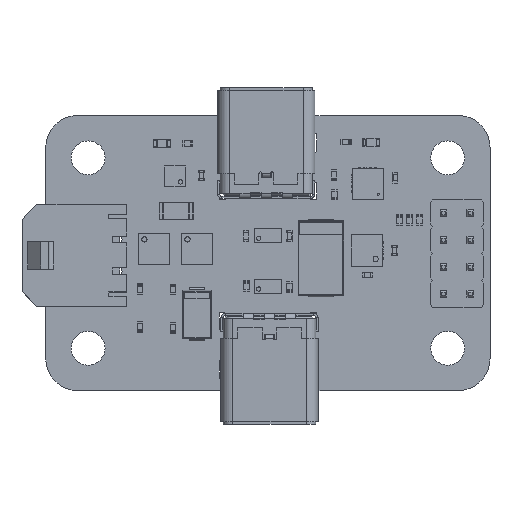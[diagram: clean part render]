
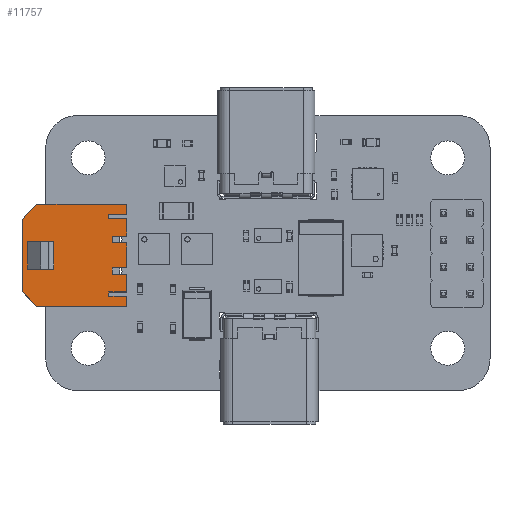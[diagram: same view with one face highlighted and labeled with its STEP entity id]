
A CAD part, top view. The second image highlights one B-rep face of the part: STEP entity #11757.
In plain terms, the highlighted face is planar.
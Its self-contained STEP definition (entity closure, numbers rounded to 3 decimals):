
#8339 = VERTEX_POINT('',#8340);
#8340 = CARTESIAN_POINT('',(4.825,1.93,3.55));
#8346 = EDGE_CURVE('',#8347,#8339,#8349,.T.);
#8347 = VERTEX_POINT('',#8348);
#8348 = CARTESIAN_POINT('',(4.825,1.93,-4.95));
#8349 = LINE('',#8350,#8351);
#8350 = CARTESIAN_POINT('',(4.825,1.93,-4.95));
#8351 = VECTOR('',#8352,1.);
#8352 = DIRECTION('',(0.,0.,1.));
#8821 = VERTEX_POINT('',#8822);
#8822 = CARTESIAN_POINT('',(-4.825,1.93,-4.95));
#8828 = EDGE_CURVE('',#8821,#8829,#8831,.T.);
#8829 = VERTEX_POINT('',#8830);
#8830 = CARTESIAN_POINT('',(-4.825,1.93,3.55));
#8831 = LINE('',#8832,#8833);
#8832 = CARTESIAN_POINT('',(-4.825,1.93,-4.95));
#8833 = VECTOR('',#8834,1.);
#8834 = DIRECTION('',(0.,0.,1.));
#9166 = VERTEX_POINT('',#9167);
#9167 = CARTESIAN_POINT('',(3.865,1.93,-3.25));
#9243 = VERTEX_POINT('',#9244);
#9244 = CARTESIAN_POINT('',(3.865,1.93,-4.95));
#9250 = EDGE_CURVE('',#9243,#9166,#9251,.T.);
#9251 = LINE('',#9252,#9253);
#9252 = CARTESIAN_POINT('',(3.865,1.93,-4.95));
#9253 = VECTOR('',#9254,1.);
#9254 = DIRECTION('',(0.,0.,1.));
#9273 = EDGE_CURVE('',#9274,#9166,#9276,.T.);
#9274 = VERTEX_POINT('',#9275);
#9275 = CARTESIAN_POINT('',(3.465,1.93,-3.25));
#9276 = LINE('',#9277,#9278);
#9277 = CARTESIAN_POINT('',(3.465,1.93,-3.25));
#9278 = VECTOR('',#9279,1.);
#9279 = DIRECTION('',(1.,0.,0.));
#9909 = VERTEX_POINT('',#9910);
#9910 = CARTESIAN_POINT('',(-1.82,1.93,-3.6));
#9916 = EDGE_CURVE('',#9917,#9909,#9919,.T.);
#9917 = VERTEX_POINT('',#9918);
#9918 = CARTESIAN_POINT('',(-1.82,1.93,-4.95));
#9919 = LINE('',#9920,#9921);
#9920 = CARTESIAN_POINT('',(-1.82,1.93,-4.95));
#9921 = VECTOR('',#9922,1.);
#9922 = DIRECTION('',(0.,0.,1.));
#11329 = VERTEX_POINT('',#11330);
#11330 = CARTESIAN_POINT('',(-3.865,1.93,-3.25));
#11336 = EDGE_CURVE('',#11337,#11329,#11339,.T.);
#11337 = VERTEX_POINT('',#11338);
#11338 = CARTESIAN_POINT('',(-3.865,1.93,-4.95));
#11339 = LINE('',#11340,#11341);
#11340 = CARTESIAN_POINT('',(-3.865,1.93,-4.95));
#11341 = VECTOR('',#11342,1.);
#11342 = DIRECTION('',(0.,0.,1.));
#11401 = EDGE_CURVE('',#8829,#11402,#11404,.T.);
#11402 = VERTEX_POINT('',#11403);
#11403 = CARTESIAN_POINT('',(-3.425,1.93,4.95));
#11404 = LINE('',#11405,#11406);
#11405 = CARTESIAN_POINT('',(-4.825,1.93,3.55));
#11406 = VECTOR('',#11407,1.);
#11407 = DIRECTION('',(0.707,0.,0.707));
#11573 = VERTEX_POINT('',#11574);
#11574 = CARTESIAN_POINT('',(3.425,1.93,4.95));
#11580 = EDGE_CURVE('',#11573,#8339,#11581,.T.);
#11581 = LINE('',#11582,#11583);
#11582 = CARTESIAN_POINT('',(3.425,1.93,4.95));
#11583 = VECTOR('',#11584,1.);
#11584 = DIRECTION('',(0.707,0.,-0.707));
#11629 = EDGE_CURVE('',#11402,#11573,#11630,.T.);
#11630 = LINE('',#11631,#11632);
#11631 = CARTESIAN_POINT('',(-3.425,1.93,4.95));
#11632 = VECTOR('',#11633,1.);
#11633 = DIRECTION('',(1.,0.,0.));
#11757 = ADVANCED_FACE('',(#11758),#11865,.T.);
#11758 = FACE_BOUND('',#11759,.F.);
#11759 = EDGE_LOOP('',(#11760,#11761,#11769,#11777,#11785,#11793,#11801,
    #11809,#11817,#11823,#11824,#11825,#11831,#11832,#11833,#11834,
    #11835,#11836,#11842,#11843,#11851,#11859));
#11760 = ORIENTED_EDGE('',*,*,#9916,.T.);
#11761 = ORIENTED_EDGE('',*,*,#11762,.T.);
#11762 = EDGE_CURVE('',#9909,#11763,#11765,.T.);
#11763 = VERTEX_POINT('',#11764);
#11764 = CARTESIAN_POINT('',(-1.18,1.93,-3.6));
#11765 = LINE('',#11766,#11767);
#11766 = CARTESIAN_POINT('',(-1.82,1.93,-3.6));
#11767 = VECTOR('',#11768,1.);
#11768 = DIRECTION('',(1.,0.,0.));
#11769 = ORIENTED_EDGE('',*,*,#11770,.F.);
#11770 = EDGE_CURVE('',#11771,#11763,#11773,.T.);
#11771 = VERTEX_POINT('',#11772);
#11772 = CARTESIAN_POINT('',(-1.18,1.93,-4.95));
#11773 = LINE('',#11774,#11775);
#11774 = CARTESIAN_POINT('',(-1.18,1.93,-4.95));
#11775 = VECTOR('',#11776,1.);
#11776 = DIRECTION('',(0.,0.,1.));
#11777 = ORIENTED_EDGE('',*,*,#11778,.T.);
#11778 = EDGE_CURVE('',#11771,#11779,#11781,.T.);
#11779 = VERTEX_POINT('',#11780);
#11780 = CARTESIAN_POINT('',(1.18,1.93,-4.95));
#11781 = LINE('',#11782,#11783);
#11782 = CARTESIAN_POINT('',(-1.18,1.93,-4.95));
#11783 = VECTOR('',#11784,1.);
#11784 = DIRECTION('',(1.,0.,0.));
#11785 = ORIENTED_EDGE('',*,*,#11786,.T.);
#11786 = EDGE_CURVE('',#11779,#11787,#11789,.T.);
#11787 = VERTEX_POINT('',#11788);
#11788 = CARTESIAN_POINT('',(1.18,1.93,-3.6));
#11789 = LINE('',#11790,#11791);
#11790 = CARTESIAN_POINT('',(1.18,1.93,-4.95));
#11791 = VECTOR('',#11792,1.);
#11792 = DIRECTION('',(0.,0.,1.));
#11793 = ORIENTED_EDGE('',*,*,#11794,.T.);
#11794 = EDGE_CURVE('',#11787,#11795,#11797,.T.);
#11795 = VERTEX_POINT('',#11796);
#11796 = CARTESIAN_POINT('',(1.82,1.93,-3.6));
#11797 = LINE('',#11798,#11799);
#11798 = CARTESIAN_POINT('',(1.18,1.93,-3.6));
#11799 = VECTOR('',#11800,1.);
#11800 = DIRECTION('',(1.,0.,0.));
#11801 = ORIENTED_EDGE('',*,*,#11802,.F.);
#11802 = EDGE_CURVE('',#11803,#11795,#11805,.T.);
#11803 = VERTEX_POINT('',#11804);
#11804 = CARTESIAN_POINT('',(1.82,1.93,-4.95));
#11805 = LINE('',#11806,#11807);
#11806 = CARTESIAN_POINT('',(1.82,1.93,-4.95));
#11807 = VECTOR('',#11808,1.);
#11808 = DIRECTION('',(0.,0.,1.));
#11809 = ORIENTED_EDGE('',*,*,#11810,.T.);
#11810 = EDGE_CURVE('',#11803,#11811,#11813,.T.);
#11811 = VERTEX_POINT('',#11812);
#11812 = CARTESIAN_POINT('',(3.465,1.93,-4.95));
#11813 = LINE('',#11814,#11815);
#11814 = CARTESIAN_POINT('',(1.82,1.93,-4.95));
#11815 = VECTOR('',#11816,1.);
#11816 = DIRECTION('',(1.,0.,0.));
#11817 = ORIENTED_EDGE('',*,*,#11818,.T.);
#11818 = EDGE_CURVE('',#11811,#9274,#11819,.T.);
#11819 = LINE('',#11820,#11821);
#11820 = CARTESIAN_POINT('',(3.465,1.93,-4.95));
#11821 = VECTOR('',#11822,1.);
#11822 = DIRECTION('',(0.,0.,1.));
#11823 = ORIENTED_EDGE('',*,*,#9273,.T.);
#11824 = ORIENTED_EDGE('',*,*,#9250,.F.);
#11825 = ORIENTED_EDGE('',*,*,#11826,.T.);
#11826 = EDGE_CURVE('',#9243,#8347,#11827,.T.);
#11827 = LINE('',#11828,#11829);
#11828 = CARTESIAN_POINT('',(3.865,1.93,-4.95));
#11829 = VECTOR('',#11830,1.);
#11830 = DIRECTION('',(1.,0.,0.));
#11831 = ORIENTED_EDGE('',*,*,#8346,.T.);
#11832 = ORIENTED_EDGE('',*,*,#11580,.F.);
#11833 = ORIENTED_EDGE('',*,*,#11629,.F.);
#11834 = ORIENTED_EDGE('',*,*,#11401,.F.);
#11835 = ORIENTED_EDGE('',*,*,#8828,.F.);
#11836 = ORIENTED_EDGE('',*,*,#11837,.T.);
#11837 = EDGE_CURVE('',#8821,#11337,#11838,.T.);
#11838 = LINE('',#11839,#11840);
#11839 = CARTESIAN_POINT('',(-4.825,1.93,-4.95));
#11840 = VECTOR('',#11841,1.);
#11841 = DIRECTION('',(1.,0.,0.));
#11842 = ORIENTED_EDGE('',*,*,#11336,.T.);
#11843 = ORIENTED_EDGE('',*,*,#11844,.T.);
#11844 = EDGE_CURVE('',#11329,#11845,#11847,.T.);
#11845 = VERTEX_POINT('',#11846);
#11846 = CARTESIAN_POINT('',(-3.465,1.93,-3.25));
#11847 = LINE('',#11848,#11849);
#11848 = CARTESIAN_POINT('',(-3.865,1.93,-3.25));
#11849 = VECTOR('',#11850,1.);
#11850 = DIRECTION('',(1.,0.,0.));
#11851 = ORIENTED_EDGE('',*,*,#11852,.F.);
#11852 = EDGE_CURVE('',#11853,#11845,#11855,.T.);
#11853 = VERTEX_POINT('',#11854);
#11854 = CARTESIAN_POINT('',(-3.465,1.93,-4.95));
#11855 = LINE('',#11856,#11857);
#11856 = CARTESIAN_POINT('',(-3.465,1.93,-4.95));
#11857 = VECTOR('',#11858,1.);
#11858 = DIRECTION('',(0.,0.,1.));
#11859 = ORIENTED_EDGE('',*,*,#11860,.T.);
#11860 = EDGE_CURVE('',#11853,#9917,#11861,.T.);
#11861 = LINE('',#11862,#11863);
#11862 = CARTESIAN_POINT('',(-3.465,1.93,-4.95));
#11863 = VECTOR('',#11864,1.);
#11864 = DIRECTION('',(1.,0.,0.));
#11865 = PLANE('',#11866);
#11866 = AXIS2_PLACEMENT_3D('',#11867,#11868,#11869);
#11867 = CARTESIAN_POINT('',(-4.825,1.93,-4.95));
#11868 = DIRECTION('',(0.,1.,0.));
#11869 = DIRECTION('',(0.,-0.,1.));
